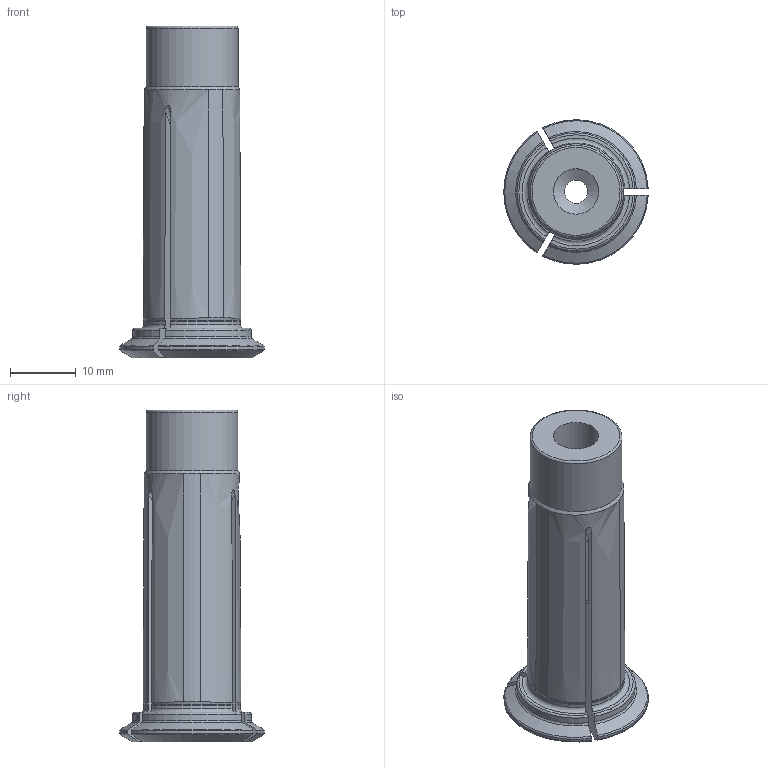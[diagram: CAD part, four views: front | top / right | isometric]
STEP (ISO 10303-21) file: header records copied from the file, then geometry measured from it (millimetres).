
FILE_DESCRIPTION(/* description */ (''),/* implementation_level */ '2;1');
FILE_NAME(/* name */ '171505595.stp',/* time_stamp */ '2022-03-24T15:51:49',/* author */ ('LRA'),/* organization */ ('REGO-FIX'),/* preprocessor_version */ ' Unknown',/* originating_system */ 'SIEMENS PLM Software Solid Edge ST10',/* authorization */ 'Unknown');
FILE_SCHEMA (('AUTOMOTIVE_DESIGN { 1 0 10303 214 2 1 1}'));
Length unit declared in the file: millimetre
Products named in the file (1): NOCUT
Bounding box: 21.99 x 21.99 x 50.5 mm (x, y, z)
Volume: 6814.4 mm3; surface area: 6054.5 mm2
Topology: 1 solids, 3 shells, 101 faces, 275 edges, 180 vertices
Faces by surface type: cylinder 28, torus 26, plane 25, cone 22
Full cylindrical faces by diameter (mm): 6.917 x1, 7 x2, 8.4 x1, 10.2 x1, 10.5 x1, 10.9 x1, 11 x2, 14 x1
Entity records: 3972 total; most frequent: CARTESIAN_POINT 771, DIRECTION 512, ORIENTED_EDGE 510, EDGE_CURVE 255, AXIS2_PLACEMENT_3D 213, VERTEX_POINT 177, EDGE_LOOP 124, FACE_BOUND 124
